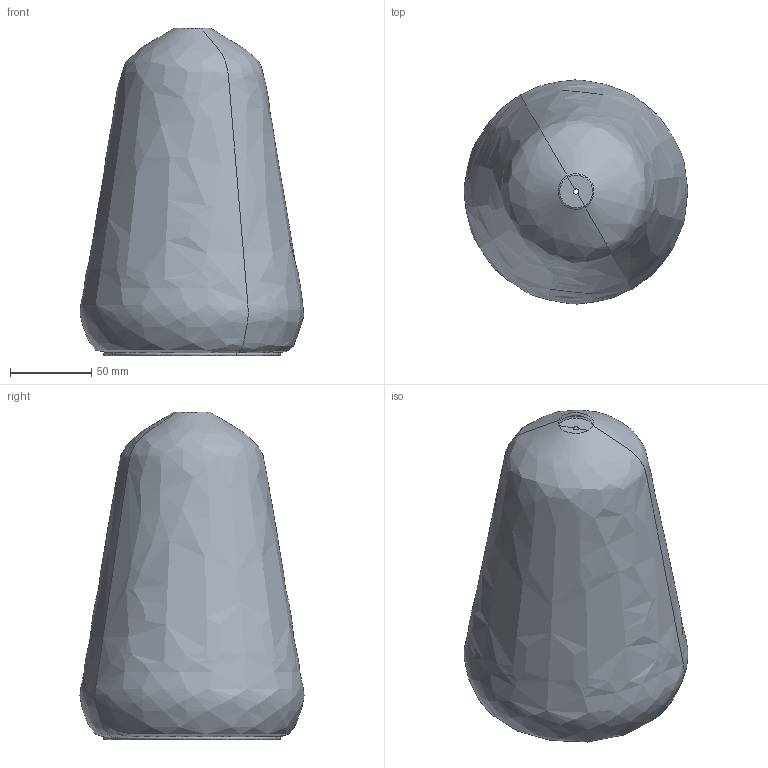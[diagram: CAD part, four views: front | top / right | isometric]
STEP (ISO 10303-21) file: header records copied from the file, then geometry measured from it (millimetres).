
FILE_DESCRIPTION(/* description */ (''),/* implementation_level */ '2;1');
FILE_NAME(/* name */ '1744V1~4',/* time_stamp */ '2020-05-19T16:21:14+02:00',/* author */ (''),/* organization */ (''),/* preprocessor_version */ 'ST-DEVELOPER v15',/* originating_system */ '',/* authorisation */ '');
FILE_SCHEMA (('AUTOMOTIVE_DESIGN'));
Length unit declared in the file: millimetre
Products named in the file (1): Document
Bounding box: 137.87 x 138.02 x 202 mm (x, y, z)
Surface area: 223746.2 mm2 (no closed solid volume)
Topology: 0 solids, 2 shells, 24 faces, 52 edges, 28 vertices
Faces by surface type: bspline 24
Entity records: 1165 total; most frequent: CARTESIAN_POINT 854, ORIENTED_EDGE 96, EDGE_CURVE 52, VERTEX_POINT 28, ADVANCED_FACE 24, FACE_OUTER_BOUND 24, EDGE_LOOP 24, B_SPLINE_CURVE_WITH_KNOTS 18
